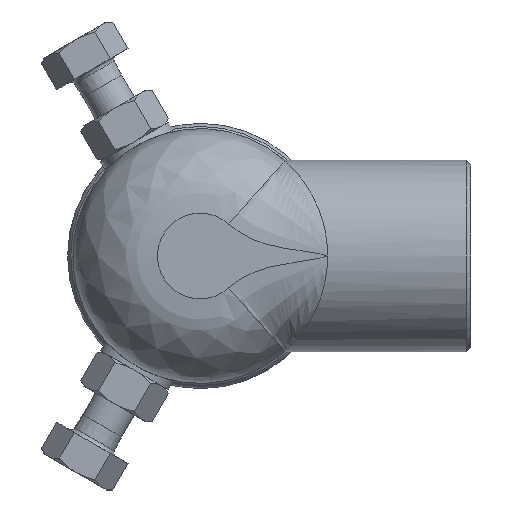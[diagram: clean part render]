
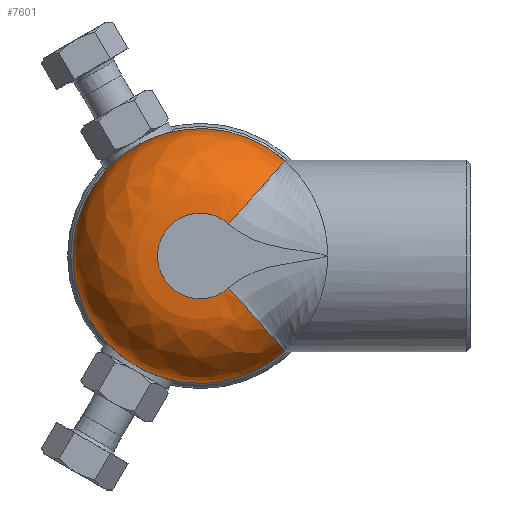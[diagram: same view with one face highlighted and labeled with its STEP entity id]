
A CAD part, left-side view. The second image highlights one B-rep face of the part: STEP entity #7601.
In plain terms, the highlighted free-form (B-spline) face has degree [2, 2] with [3, 7] control points.
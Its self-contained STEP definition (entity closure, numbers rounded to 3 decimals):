
#133=(
BOUNDED_SURFACE()
B_SPLINE_SURFACE(2,2,((#11051,#11052,#11053,#11054,#11055,#11056,#11057),
(#11058,#11059,#11060,#11061,#11062,#11063,#11064),(#11065,#11066,#11067,
#11068,#11069,#11070,#11071)),.UNSPECIFIED.,.F.,.F.,.F.)
B_SPLINE_SURFACE_WITH_KNOTS((3,3),(3,2,2,3),(-1.571,0.),
(-2.298,-0.766,0.766,2.298),
 .UNSPECIFIED.)
GEOMETRIC_REPRESENTATION_ITEM()
RATIONAL_B_SPLINE_SURFACE(((1.,0.721,1.,0.721,1.,
0.721,1.),(0.707,0.51,0.707,
0.51,0.707,0.51,0.707),
(1.,0.721,1.,0.721,1.,0.721,1.)))
REPRESENTATION_ITEM('')
SURFACE()
);
#1996=FACE_OUTER_BOUND('',#2461,.T.);
#2461=EDGE_LOOP('',(#5289,#5290,#5291,#5292));
#2970=CIRCLE('',#8083,7.6);
#2982=CIRCLE('',#8102,15.);
#2983=CIRCLE('',#8103,15.);
#2984=CIRCLE('',#8104,22.6);
#3295=VERTEX_POINT('',#10454);
#3297=VERTEX_POINT('',#10477);
#3306=VERTEX_POINT('',#10522);
#3308=VERTEX_POINT('',#10721);
#4068=EDGE_CURVE('',#3297,#3295,#2970,.T.);
#4090=EDGE_CURVE('',#3295,#3306,#2982,.T.);
#4091=EDGE_CURVE('',#3308,#3297,#2983,.T.);
#4092=EDGE_CURVE('',#3306,#3308,#2984,.T.);
#5289=ORIENTED_EDGE('',*,*,#4091,.T.);
#5290=ORIENTED_EDGE('',*,*,#4068,.T.);
#5291=ORIENTED_EDGE('',*,*,#4090,.T.);
#5292=ORIENTED_EDGE('',*,*,#4092,.T.);
#7601=ADVANCED_FACE('',(#1996),#133,.F.);
#8083=AXIS2_PLACEMENT_3D('',#10478,#8745,#8746);
#8102=AXIS2_PLACEMENT_3D('',#10916,#8788,#8789);
#8103=AXIS2_PLACEMENT_3D('',#11050,#8790,#8791);
#8104=AXIS2_PLACEMENT_3D('',#11072,#8792,#8793);
#8745=DIRECTION('center_axis',(1.,0.,0.));
#8746=DIRECTION('ref_axis',(0.,1.,0.));
#8788=DIRECTION('center_axis',(0.,0.747,0.665));
#8789=DIRECTION('ref_axis',(-1.,0.,0.));
#8790=DIRECTION('center_axis',(0.,0.747,
-0.665));
#8791=DIRECTION('ref_axis',(0.,-0.665,-0.747));
#8792=DIRECTION('center_axis',(-1.,0.,0.));
#8793=DIRECTION('ref_axis',(0.,1.,0.));
#10454=CARTESIAN_POINT('',(-54.7,-5.053,5.677));
#10477=CARTESIAN_POINT('',(-54.7,-5.053,-5.677));
#10478=CARTESIAN_POINT('Origin',(-54.7,0.,0.));
#10522=CARTESIAN_POINT('',(-39.7,-15.025,16.882));
#10721=CARTESIAN_POINT('',(-39.7,-15.025,-16.882));
#10916=CARTESIAN_POINT('Origin',(-39.7,-5.053,5.677));
#11050=CARTESIAN_POINT('Origin',(-39.7,-5.053,-5.677));
#11051=CARTESIAN_POINT('Ctrl Pts',(-54.7,-5.053,-5.677));
#11052=CARTESIAN_POINT('Ctrl Pts',(-54.7,0.409,-10.538));
#11053=CARTESIAN_POINT('Ctrl Pts',(-54.7,5.477,-5.269));
#11054=CARTESIAN_POINT('Ctrl Pts',(-54.7,10.546,0.));
#11055=CARTESIAN_POINT('Ctrl Pts',(-54.7,5.477,5.269));
#11056=CARTESIAN_POINT('Ctrl Pts',(-54.7,0.409,10.538));
#11057=CARTESIAN_POINT('Ctrl Pts',(-54.7,-5.053,5.677));
#11058=CARTESIAN_POINT('Ctrl Pts',(-54.7,-15.025,-16.882));
#11059=CARTESIAN_POINT('Ctrl Pts',(-54.7,1.215,-31.336));
#11060=CARTESIAN_POINT('Ctrl Pts',(-54.7,16.287,-15.668));
#11061=CARTESIAN_POINT('Ctrl Pts',(-54.7,31.36,0.));
#11062=CARTESIAN_POINT('Ctrl Pts',(-54.7,16.287,15.668));
#11063=CARTESIAN_POINT('Ctrl Pts',(-54.7,1.215,31.336));
#11064=CARTESIAN_POINT('Ctrl Pts',(-54.7,-15.025,16.882));
#11065=CARTESIAN_POINT('Ctrl Pts',(-39.7,-15.025,
-16.882));
#11066=CARTESIAN_POINT('Ctrl Pts',(-39.7,1.215,-31.336));
#11067=CARTESIAN_POINT('Ctrl Pts',(-39.7,16.287,-15.668));
#11068=CARTESIAN_POINT('Ctrl Pts',(-39.7,31.36,0.));
#11069=CARTESIAN_POINT('Ctrl Pts',(-39.7,16.287,15.668));
#11070=CARTESIAN_POINT('Ctrl Pts',(-39.7,1.215,31.336));
#11071=CARTESIAN_POINT('Ctrl Pts',(-39.7,-15.025,
16.882));
#11072=CARTESIAN_POINT('Origin',(-39.7,0.,0.));
